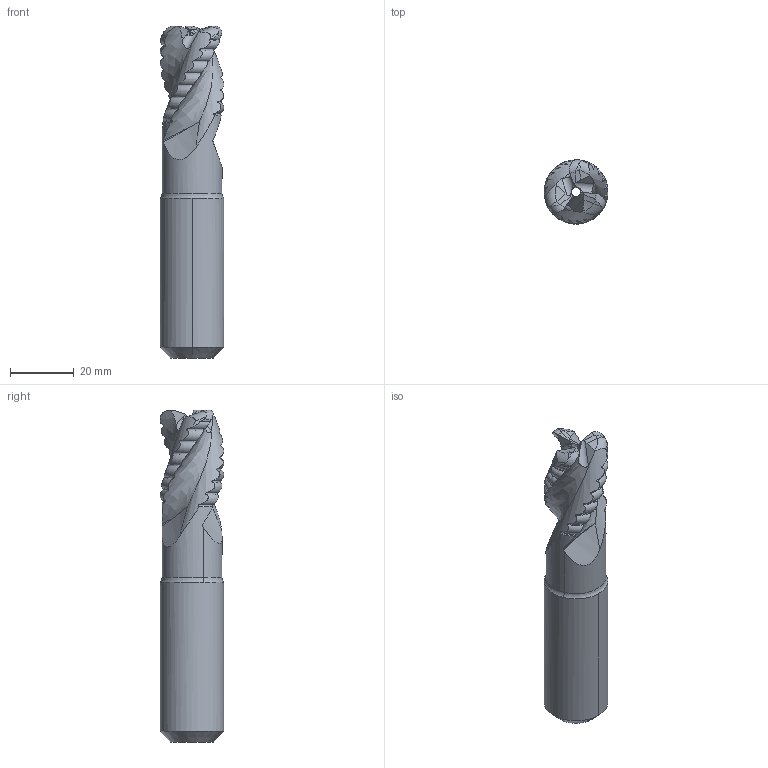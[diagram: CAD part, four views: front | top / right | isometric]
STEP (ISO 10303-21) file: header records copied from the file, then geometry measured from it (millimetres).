
FILE_DESCRIPTION((''),'2;1');
FILE_NAME('OPTIMILL-ALU-WAVE','2024-03-01T12:30:11',('darrahd'),(''),'CREO PARAMETRIC BY PTC INC, 2021184','CREO PARAMETRIC BY PTC INC, 2021184','');
FILE_SCHEMA(('AP242_MANAGED_MODEL_BASED_3D_ENGINEERING_MIM_LF { 1 0 10303 442 1 1 4 }'));
Length unit declared in the file: millimetre
Products named in the file (1): OPTIMILL-ALU-WAVE
Bounding box: 20 x 20 x 104 mm (x, y, z)
Volume: 25265.2 mm3; surface area: 7715.3 mm2
Topology: 1 solids, 1 shells, 126 faces, 368 edges, 243 vertices
Faces by surface type: torus 63, cylinder 20, plane 19, cone 18, bspline 6
Entity records: 8605 total; most frequent: CARTESIAN_POINT 5620, ORIENTED_EDGE 736, DIRECTION 440, EDGE_CURVE 368, B_SPLINE_CURVE_WITH_KNOTS 250, VERTEX_POINT 243, AXIS2_PLACEMENT_3D 202, EDGE_LOOP 127
